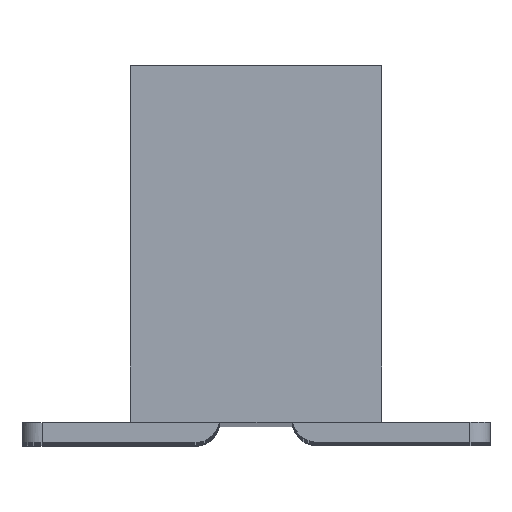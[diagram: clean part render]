
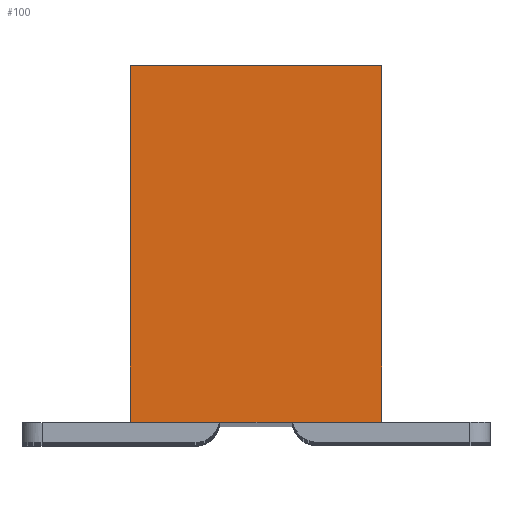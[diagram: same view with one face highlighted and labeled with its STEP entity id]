
A CAD part, top view. The second image highlights one B-rep face of the part: STEP entity #100.
In plain terms, the highlighted planar face has unit normal (0, 0, 1).
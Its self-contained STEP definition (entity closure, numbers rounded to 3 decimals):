
#30=CARTESIAN_POINT('',(0.471,1.775,-23.061));
#31=DIRECTION('',(1.,0.,0.));
#32=DIRECTION('',(0.,0.,1.));
#33=AXIS2_PLACEMENT_3D('',#30,#32,#31);
#34=PLANE('',#33);
#35=CARTESIAN_POINT('',(1.721,3.55,-23.061));
#36=VERTEX_POINT('',#35);
#37=CARTESIAN_POINT('',(-0.779,3.55,-23.061));
#38=VERTEX_POINT('',#37);
#39=CARTESIAN_POINT('',(1.721,3.55,-23.061));
#40=CARTESIAN_POINT('',(1.221,3.55,-23.061));
#41=CARTESIAN_POINT('',(0.721,3.55,-23.061));
#42=CARTESIAN_POINT('',(0.221,3.55,-23.061));
#43=CARTESIAN_POINT('',(-0.279,3.55,-23.061));
#44=CARTESIAN_POINT('',(-0.779,3.55,-23.061));
#45=B_SPLINE_CURVE_WITH_KNOTS('',5,(#39,#40,#41,#42,#43,#44),.UNSPECIFIED.,.F.,.U.,(6,6),(0.,2.5),.UNSPECIFIED.);
#46=EDGE_CURVE('',#36,#38,#45,.T.);
#47=ORIENTED_EDGE('',*,*,#46,.T.);
#48=CARTESIAN_POINT('',(-0.779,0.,-23.061));
#49=VERTEX_POINT('',#48);
#50=CARTESIAN_POINT('',(-0.779,3.55,-23.061));
#51=CARTESIAN_POINT('',(-0.779,2.84,-23.061));
#52=CARTESIAN_POINT('',(-0.779,2.13,-23.061));
#53=CARTESIAN_POINT('',(-0.779,1.42,-23.061));
#54=CARTESIAN_POINT('',(-0.779,0.71,-23.061));
#55=CARTESIAN_POINT('',(-0.779,0.,-23.061));
#56=B_SPLINE_CURVE_WITH_KNOTS('',5,(#50,#51,#52,#53,#54,#55),.UNSPECIFIED.,.F.,.U.,(6,6),(0.,3.55),.UNSPECIFIED.);
#57=EDGE_CURVE('',#38,#49,#56,.T.);
#58=ORIENTED_EDGE('',*,*,#57,.T.);
#59=CARTESIAN_POINT('',(-0.389,0.,-23.061));
#60=VERTEX_POINT('',#59);
#61=CARTESIAN_POINT('',(-0.389,0.,-23.061));
#62=CARTESIAN_POINT('',(-0.467,0.,-23.061));
#63=CARTESIAN_POINT('',(-0.545,0.,-23.061));
#64=CARTESIAN_POINT('',(-0.623,0.,-23.061));
#65=CARTESIAN_POINT('',(-0.701,0.,-23.061));
#66=CARTESIAN_POINT('',(-0.779,0.,-23.061));
#67=B_SPLINE_CURVE_WITH_KNOTS('',5,(#61,#62,#63,#64,#65,#66),.UNSPECIFIED.,.F.,.U.,(6,6),(0.,0.39),.UNSPECIFIED.);
#68=EDGE_CURVE('',#60,#49,#67,.T.);
#69=ORIENTED_EDGE('',*,*,#68,.F.);
#70=CARTESIAN_POINT('',(1.331,0.,-23.061));
#71=VERTEX_POINT('',#70);
#72=CARTESIAN_POINT('',(1.331,0.,-23.061));
#73=DIRECTION('',(-1.,0.,0.));
#74=VECTOR('',#73,1.72);
#75=LINE('',#72,#74);
#76=EDGE_CURVE('',#71,#60,#75,.T.);
#77=ORIENTED_EDGE('',*,*,#76,.F.);
#78=CARTESIAN_POINT('',(1.721,0.,-23.061));
#79=VERTEX_POINT('',#78);
#80=CARTESIAN_POINT('',(1.331,0.,-23.061));
#81=CARTESIAN_POINT('',(1.409,0.,-23.061));
#82=CARTESIAN_POINT('',(1.487,0.,-23.061));
#83=CARTESIAN_POINT('',(1.565,0.,-23.061));
#84=CARTESIAN_POINT('',(1.643,0.,-23.061));
#85=CARTESIAN_POINT('',(1.721,0.,-23.061));
#86=B_SPLINE_CURVE_WITH_KNOTS('',5,(#80,#81,#82,#83,#84,#85),.UNSPECIFIED.,.F.,.U.,(6,6),(0.,0.39),.UNSPECIFIED.);
#87=EDGE_CURVE('',#71,#79,#86,.T.);
#88=ORIENTED_EDGE('',*,*,#87,.T.);
#89=CARTESIAN_POINT('',(1.721,0.,-23.061));
#90=CARTESIAN_POINT('',(1.721,0.71,-23.061));
#91=CARTESIAN_POINT('',(1.721,1.42,-23.061));
#92=CARTESIAN_POINT('',(1.721,2.13,-23.061));
#93=CARTESIAN_POINT('',(1.721,2.84,-23.061));
#94=CARTESIAN_POINT('',(1.721,3.55,-23.061));
#95=B_SPLINE_CURVE_WITH_KNOTS('',5,(#89,#90,#91,#92,#93,#94),.UNSPECIFIED.,.F.,.U.,(6,6),(0.,3.55),.UNSPECIFIED.);
#96=EDGE_CURVE('',#79,#36,#95,.T.);
#97=ORIENTED_EDGE('',*,*,#96,.T.);
#98=EDGE_LOOP('',(#47,#58,#69,#77,#88,#97));
#99=FACE_OUTER_BOUND('',#98,.T.);
#100=ADVANCED_FACE('',(#99),#34,.T.);
